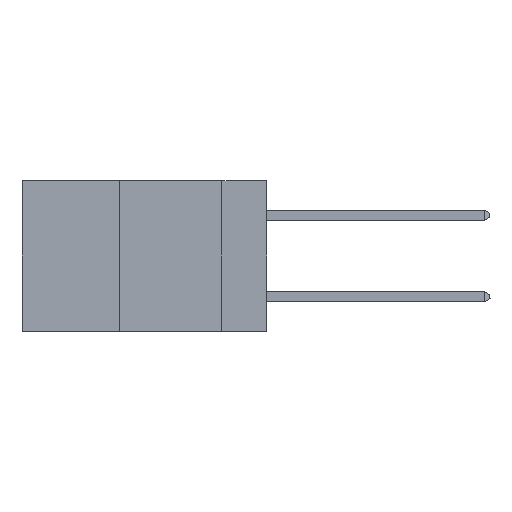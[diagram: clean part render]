
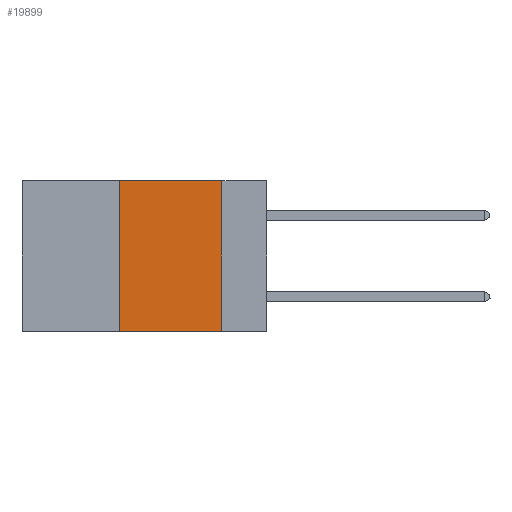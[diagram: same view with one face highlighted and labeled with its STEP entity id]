
A CAD part, left-side view. The second image highlights one B-rep face of the part: STEP entity #19899.
In plain terms, the highlighted planar face has unit normal (-1, 0, 0).
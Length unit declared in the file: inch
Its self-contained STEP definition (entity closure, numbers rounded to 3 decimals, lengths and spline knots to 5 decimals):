
#2 = VERTEX_POINT ( 'NONE', #16324 ) ;
#1398 = DIRECTION ( 'NONE',  ( 1., 0., 0. ) ) ;
#1449 = DIRECTION ( 'NONE',  ( 0., -1., 0. ) ) ;
#1536 = PLANE ( 'NONE',  #18900 ) ;
#1605 = CARTESIAN_POINT ( 'NONE',  ( 0., 0.6, 0. ) ) ;
#2258 = LINE ( 'NONE', #10322, #9428 ) ;
#2814 = ORIENTED_EDGE ( 'NONE', *, *, #16317, .T. ) ;
#2896 = EDGE_LOOP ( 'NONE', ( #4396, #8242, #7238, #2814 ) ) ;
#4048 = CARTESIAN_POINT ( 'NONE',  ( 0., 0.11, 0. ) ) ;
#4396 = ORIENTED_EDGE ( 'NONE', *, *, #5337, .F. ) ;
#5337 = EDGE_CURVE ( 'NONE', #18169, #13132, #7885, .T. ) ;
#6294 = DIRECTION ( 'NONE',  ( 0., 0., -1. ) ) ;
#7238 = ORIENTED_EDGE ( 'NONE', *, *, #11175, .F. ) ;
#7885 = LINE ( 'NONE', #4048, #13056 ) ;
#8223 = VECTOR ( 'NONE', #1449, 39.37008 ) ;
#8242 = ORIENTED_EDGE ( 'NONE', *, *, #14729, .F. ) ;
#9428 = VECTOR ( 'NONE', #16656, 39.37008 ) ;
#10322 = CARTESIAN_POINT ( 'NONE',  ( 0., 0.36, 0. ) ) ;
#10422 = LINE ( 'NONE', #11003, #8223 ) ;
#11003 = CARTESIAN_POINT ( 'NONE',  ( 0., 0.6, 0. ) ) ;
#11175 = EDGE_CURVE ( 'NONE', #17989, #2, #2258, .T. ) ;
#12101 = VECTOR ( 'NONE', #18600, 39.37008 ) ;
#12365 = FACE_OUTER_BOUND ( 'NONE', #2896, .T. ) ;
#12732 = CARTESIAN_POINT ( 'NONE',  ( 0., 0.36, -0.37 ) ) ;
#13056 = VECTOR ( 'NONE', #13513, 39.37008 ) ;
#13132 = VERTEX_POINT ( 'NONE', #19684 ) ;
#13513 = DIRECTION ( 'NONE',  ( 0., 0., -1. ) ) ;
#14729 = EDGE_CURVE ( 'NONE', #2, #18169, #10422, .T. ) ;
#15274 = CARTESIAN_POINT ( 'NONE',  ( 0., 0.6, -0.37 ) ) ;
#16308 = CARTESIAN_POINT ( 'NONE',  ( 0., 0.11, 0. ) ) ;
#16317 = EDGE_CURVE ( 'NONE', #17989, #13132, #20601, .T. ) ;
#16324 = CARTESIAN_POINT ( 'NONE',  ( 0., 0.36, 0. ) ) ;
#16656 = DIRECTION ( 'NONE',  ( 0., 0., 1. ) ) ;
#17989 = VERTEX_POINT ( 'NONE', #12732 ) ;
#18169 = VERTEX_POINT ( 'NONE', #16308 ) ;
#18600 = DIRECTION ( 'NONE',  ( 0., -1., 0. ) ) ;
#18900 = AXIS2_PLACEMENT_3D ( 'NONE', #1605, #1398, #6294 ) ;
#19684 = CARTESIAN_POINT ( 'NONE',  ( 0., 0.11, -0.37 ) ) ;
#19899 = ADVANCED_FACE ( 'NONE', ( #12365 ), #1536, .F. ) ;
#20601 = LINE ( 'NONE', #15274, #12101 ) ;
